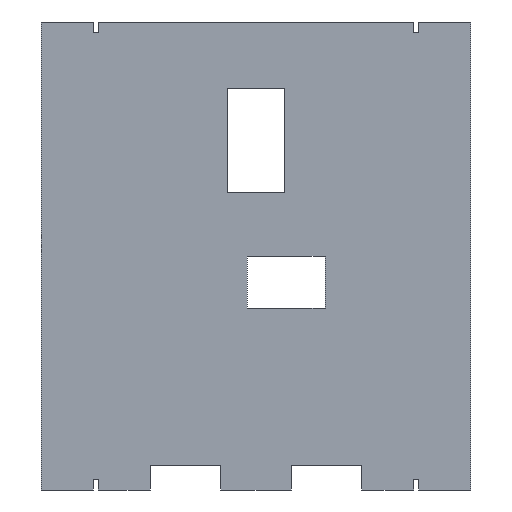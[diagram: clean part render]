
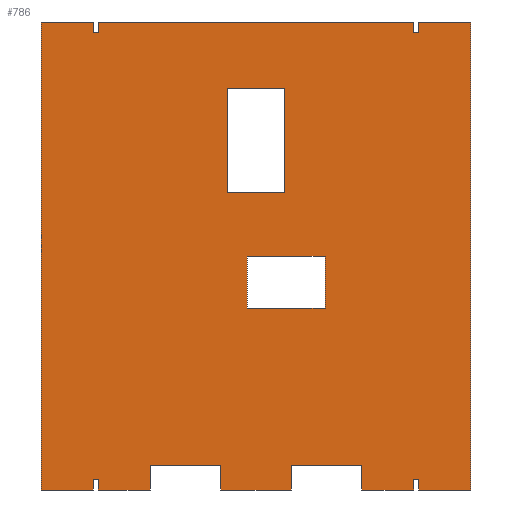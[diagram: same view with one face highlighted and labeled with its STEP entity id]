
A CAD part, left-side view. The second image highlights one B-rep face of the part: STEP entity #786.
In plain terms, the highlighted planar face has unit normal (-1, 0, 0).
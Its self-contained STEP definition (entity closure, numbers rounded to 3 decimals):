
#17=FACE_BOUND('',#97,.T.);
#18=FACE_BOUND('',#98,.T.);
#56=FACE_OUTER_BOUND('',#96,.T.);
#96=EDGE_LOOP('',(#675,#676,#677,#678,#679,#680,#681,#682,#683,#684,#685,
#686,#687,#688,#689,#690,#691,#692,#693,#694,#695,#696,#697,#698,#699,#700,
#701,#702));
#97=EDGE_LOOP('',(#703,#704,#705,#706));
#98=EDGE_LOOP('',(#707,#708,#709,#710));
#99=LINE('',#1029,#207);
#103=LINE('',#1038,#211);
#107=LINE('',#1045,#215);
#109=LINE('',#1050,#217);
#113=LINE('',#1058,#221);
#116=LINE('',#1064,#224);
#119=LINE('',#1069,#227);
#121=LINE('',#1074,#229);
#125=LINE('',#1082,#233);
#128=LINE('',#1088,#236);
#131=LINE('',#1095,#239);
#135=LINE('',#1103,#243);
#138=LINE('',#1109,#246);
#141=LINE('',#1116,#249);
#145=LINE('',#1124,#253);
#148=LINE('',#1130,#256);
#151=LINE('',#1135,#259);
#153=LINE('',#1140,#261);
#157=LINE('',#1148,#265);
#160=LINE('',#1154,#268);
#163=LINE('',#1160,#271);
#166=LINE('',#1166,#274);
#169=LINE('',#1171,#277);
#171=LINE('',#1175,#279);
#186=LINE('',#1204,#294);
#189=LINE('',#1208,#297);
#191=LINE('',#1212,#299);
#192=LINE('',#1214,#300);
#194=LINE('',#1218,#302);
#195=LINE('',#1220,#303);
#197=LINE('',#1224,#305);
#198=LINE('',#1227,#306);
#200=LINE('',#1231,#308);
#202=LINE('',#1235,#310);
#204=LINE('',#1239,#312);
#206=LINE('',#1242,#314);
#207=VECTOR('',#843,10.);
#211=VECTOR('',#849,10.);
#215=VECTOR('',#855,10.);
#217=VECTOR('',#859,10.);
#221=VECTOR('',#865,10.);
#224=VECTOR('',#870,10.);
#227=VECTOR('',#875,10.);
#229=VECTOR('',#879,10.);
#233=VECTOR('',#885,10.);
#236=VECTOR('',#890,10.);
#239=VECTOR('',#895,10.);
#243=VECTOR('',#901,10.);
#246=VECTOR('',#906,10.);
#249=VECTOR('',#911,10.);
#253=VECTOR('',#917,10.);
#256=VECTOR('',#922,10.);
#259=VECTOR('',#927,10.);
#261=VECTOR('',#931,10.);
#265=VECTOR('',#937,10.);
#268=VECTOR('',#942,10.);
#271=VECTOR('',#947,10.);
#274=VECTOR('',#952,10.);
#277=VECTOR('',#957,10.);
#279=VECTOR('',#961,10.);
#294=VECTOR('',#980,10.);
#297=VECTOR('',#985,10.);
#299=VECTOR('',#989,10.);
#300=VECTOR('',#992,10.);
#302=VECTOR('',#996,10.);
#303=VECTOR('',#999,10.);
#305=VECTOR('',#1003,10.);
#306=VECTOR('',#1006,10.);
#308=VECTOR('',#1010,10.);
#310=VECTOR('',#1014,10.);
#312=VECTOR('',#1018,10.);
#314=VECTOR('',#1022,10.);
#315=VERTEX_POINT('',#1027);
#316=VERTEX_POINT('',#1028);
#319=VERTEX_POINT('',#1036);
#320=VERTEX_POINT('',#1037);
#323=VERTEX_POINT('',#1048);
#324=VERTEX_POINT('',#1049);
#327=VERTEX_POINT('',#1057);
#329=VERTEX_POINT('',#1063);
#331=VERTEX_POINT('',#1072);
#332=VERTEX_POINT('',#1073);
#335=VERTEX_POINT('',#1081);
#337=VERTEX_POINT('',#1087);
#339=VERTEX_POINT('',#1093);
#340=VERTEX_POINT('',#1094);
#343=VERTEX_POINT('',#1102);
#345=VERTEX_POINT('',#1108);
#347=VERTEX_POINT('',#1114);
#348=VERTEX_POINT('',#1115);
#351=VERTEX_POINT('',#1123);
#353=VERTEX_POINT('',#1129);
#355=VERTEX_POINT('',#1138);
#356=VERTEX_POINT('',#1139);
#359=VERTEX_POINT('',#1147);
#361=VERTEX_POINT('',#1153);
#363=VERTEX_POINT('',#1159);
#365=VERTEX_POINT('',#1165);
#367=VERTEX_POINT('',#1174);
#378=VERTEX_POINT('',#1202);
#379=VERTEX_POINT('',#1203);
#380=VERTEX_POINT('',#1210);
#381=VERTEX_POINT('',#1216);
#382=VERTEX_POINT('',#1222);
#383=VERTEX_POINT('',#1226);
#384=VERTEX_POINT('',#1230);
#385=VERTEX_POINT('',#1234);
#386=VERTEX_POINT('',#1238);
#387=EDGE_CURVE('',#315,#316,#99,.T.);
#391=EDGE_CURVE('',#319,#320,#103,.T.);
#395=EDGE_CURVE('',#316,#319,#107,.T.);
#397=EDGE_CURVE('',#323,#324,#109,.T.);
#401=EDGE_CURVE('',#327,#323,#113,.T.);
#404=EDGE_CURVE('',#329,#327,#116,.T.);
#407=EDGE_CURVE('',#324,#329,#119,.T.);
#409=EDGE_CURVE('',#331,#332,#121,.T.);
#413=EDGE_CURVE('',#335,#331,#125,.T.);
#416=EDGE_CURVE('',#332,#337,#128,.T.);
#419=EDGE_CURVE('',#339,#340,#131,.T.);
#423=EDGE_CURVE('',#343,#339,#135,.T.);
#426=EDGE_CURVE('',#340,#345,#138,.T.);
#429=EDGE_CURVE('',#347,#348,#141,.T.);
#433=EDGE_CURVE('',#351,#347,#145,.T.);
#436=EDGE_CURVE('',#353,#351,#148,.T.);
#439=EDGE_CURVE('',#348,#353,#151,.T.);
#441=EDGE_CURVE('',#355,#356,#153,.T.);
#445=EDGE_CURVE('',#359,#355,#157,.T.);
#448=EDGE_CURVE('',#356,#361,#160,.T.);
#451=EDGE_CURVE('',#335,#363,#163,.T.);
#454=EDGE_CURVE('',#343,#365,#166,.T.);
#457=EDGE_CURVE('',#315,#345,#169,.T.);
#459=EDGE_CURVE('',#359,#367,#171,.T.);
#474=EDGE_CURVE('',#378,#379,#186,.T.);
#477=EDGE_CURVE('',#379,#367,#189,.T.);
#479=EDGE_CURVE('',#380,#361,#191,.T.);
#480=EDGE_CURVE('',#365,#380,#192,.T.);
#482=EDGE_CURVE('',#381,#320,#194,.T.);
#483=EDGE_CURVE('',#363,#381,#195,.T.);
#485=EDGE_CURVE('',#382,#337,#197,.T.);
#486=EDGE_CURVE('',#382,#383,#198,.T.);
#488=EDGE_CURVE('',#383,#384,#200,.T.);
#490=EDGE_CURVE('',#384,#385,#202,.T.);
#492=EDGE_CURVE('',#386,#385,#204,.T.);
#494=EDGE_CURVE('',#386,#378,#206,.T.);
#675=ORIENTED_EDGE('',*,*,#391,.T.);
#676=ORIENTED_EDGE('',*,*,#482,.F.);
#677=ORIENTED_EDGE('',*,*,#483,.F.);
#678=ORIENTED_EDGE('',*,*,#451,.F.);
#679=ORIENTED_EDGE('',*,*,#413,.T.);
#680=ORIENTED_EDGE('',*,*,#409,.T.);
#681=ORIENTED_EDGE('',*,*,#416,.T.);
#682=ORIENTED_EDGE('',*,*,#485,.F.);
#683=ORIENTED_EDGE('',*,*,#486,.T.);
#684=ORIENTED_EDGE('',*,*,#488,.T.);
#685=ORIENTED_EDGE('',*,*,#490,.T.);
#686=ORIENTED_EDGE('',*,*,#492,.F.);
#687=ORIENTED_EDGE('',*,*,#494,.T.);
#688=ORIENTED_EDGE('',*,*,#474,.T.);
#689=ORIENTED_EDGE('',*,*,#477,.T.);
#690=ORIENTED_EDGE('',*,*,#459,.F.);
#691=ORIENTED_EDGE('',*,*,#445,.T.);
#692=ORIENTED_EDGE('',*,*,#441,.T.);
#693=ORIENTED_EDGE('',*,*,#448,.T.);
#694=ORIENTED_EDGE('',*,*,#479,.F.);
#695=ORIENTED_EDGE('',*,*,#480,.F.);
#696=ORIENTED_EDGE('',*,*,#454,.F.);
#697=ORIENTED_EDGE('',*,*,#423,.T.);
#698=ORIENTED_EDGE('',*,*,#419,.T.);
#699=ORIENTED_EDGE('',*,*,#426,.T.);
#700=ORIENTED_EDGE('',*,*,#457,.F.);
#701=ORIENTED_EDGE('',*,*,#387,.T.);
#702=ORIENTED_EDGE('',*,*,#395,.T.);
#703=ORIENTED_EDGE('',*,*,#397,.T.);
#704=ORIENTED_EDGE('',*,*,#407,.T.);
#705=ORIENTED_EDGE('',*,*,#404,.T.);
#706=ORIENTED_EDGE('',*,*,#401,.T.);
#707=ORIENTED_EDGE('',*,*,#429,.T.);
#708=ORIENTED_EDGE('',*,*,#439,.T.);
#709=ORIENTED_EDGE('',*,*,#436,.T.);
#710=ORIENTED_EDGE('',*,*,#433,.T.);
#748=PLANE('',#838);
#786=ADVANCED_FACE('',(#56,#17,#18),#748,.F.);
#838=AXIS2_PLACEMENT_3D('',#1243,#1023,#1024);
#843=DIRECTION('',(0.,0.,-1.));
#849=DIRECTION('',(0.,0.,1.));
#855=DIRECTION('',(0.,1.,0.));
#859=DIRECTION('',(0.,0.,-1.));
#865=DIRECTION('',(0.,-1.,0.));
#870=DIRECTION('',(0.,0.,1.));
#875=DIRECTION('',(0.,1.,0.));
#879=DIRECTION('',(0.,-1.,0.));
#885=DIRECTION('',(0.,0.,1.));
#890=DIRECTION('',(0.,0.,-1.));
#895=DIRECTION('',(0.,1.,0.));
#901=DIRECTION('',(0.,0.,-1.));
#906=DIRECTION('',(0.,0.,1.));
#911=DIRECTION('',(0.,0.,-1.));
#917=DIRECTION('',(0.,-1.,0.));
#922=DIRECTION('',(0.,0.,1.));
#927=DIRECTION('',(0.,1.,0.));
#931=DIRECTION('',(0.,-1.,0.));
#937=DIRECTION('',(0.,0.,1.));
#942=DIRECTION('',(0.,0.,-1.));
#947=DIRECTION('',(0.,1.,0.));
#952=DIRECTION('',(0.,-1.,0.));
#957=DIRECTION('',(0.,-1.,0.));
#961=DIRECTION('',(0.,1.,0.));
#980=DIRECTION('',(0.,-1.,0.));
#985=DIRECTION('',(0.,0.,-1.));
#989=DIRECTION('',(0.,1.,0.));
#992=DIRECTION('',(0.,0.,-1.));
#996=DIRECTION('',(0.,-1.,0.));
#999=DIRECTION('',(0.,0.,1.));
#1003=DIRECTION('',(0.,1.,0.));
#1006=DIRECTION('',(0.,0.,1.));
#1010=DIRECTION('',(0.,-1.,0.));
#1014=DIRECTION('',(0.,0.,-1.));
#1018=DIRECTION('',(0.,1.,0.));
#1022=DIRECTION('',(0.,0.,1.));
#1023=DIRECTION('center_axis',(1.,0.,0.));
#1024=DIRECTION('ref_axis',(0.,1.,0.));
#1027=CARTESIAN_POINT('',(0.,71.6,90.));
#1028=CARTESIAN_POINT('',(0.,71.6,88.));
#1029=CARTESIAN_POINT('',(0.,71.6,67.5));
#1036=CARTESIAN_POINT('',(0.,72.6,88.));
#1037=CARTESIAN_POINT('',(0.,72.6,90.));
#1038=CARTESIAN_POINT('',(0.,72.6,66.5));
#1045=CARTESIAN_POINT('',(0.,56.45,88.));
#1048=CARTESIAN_POINT('',(0.,28.,45.));
#1049=CARTESIAN_POINT('',(0.,28.,35.));
#1050=CARTESIAN_POINT('',(0.,28.,45.));
#1057=CARTESIAN_POINT('',(0.,43.,45.));
#1058=CARTESIAN_POINT('',(0.,42.15,45.));
#1063=CARTESIAN_POINT('',(0.,43.,35.));
#1064=CARTESIAN_POINT('',(0.,43.,40.));
#1069=CARTESIAN_POINT('',(0.,34.65,35.));
#1072=CARTESIAN_POINT('',(0.,72.6,2.));
#1073=CARTESIAN_POINT('',(0.,71.6,2.));
#1074=CARTESIAN_POINT('',(0.,56.95,2.));
#1081=CARTESIAN_POINT('',(0.,72.6,0.));
#1082=CARTESIAN_POINT('',(0.,72.6,22.5));
#1087=CARTESIAN_POINT('',(0.,71.6,0.));
#1088=CARTESIAN_POINT('',(0.,71.6,23.5));
#1093=CARTESIAN_POINT('',(0.,10.,88.));
#1094=CARTESIAN_POINT('',(0.,11.,88.));
#1095=CARTESIAN_POINT('',(0.,25.65,88.));
#1102=CARTESIAN_POINT('',(0.,10.,90.));
#1103=CARTESIAN_POINT('',(0.,10.,67.5));
#1108=CARTESIAN_POINT('',(0.,11.,90.));
#1109=CARTESIAN_POINT('',(0.,11.,66.5));
#1114=CARTESIAN_POINT('',(0.,35.8,77.2));
#1115=CARTESIAN_POINT('',(0.,35.8,57.2));
#1116=CARTESIAN_POINT('',(0.,35.8,61.1));
#1123=CARTESIAN_POINT('',(0.,46.8,77.2));
#1124=CARTESIAN_POINT('',(0.,44.05,77.2));
#1129=CARTESIAN_POINT('',(0.,46.8,57.2));
#1130=CARTESIAN_POINT('',(0.,46.8,51.1));
#1135=CARTESIAN_POINT('',(0.,38.55,57.2));
#1138=CARTESIAN_POINT('',(0.,11.,2.));
#1139=CARTESIAN_POINT('',(0.,10.,2.));
#1140=CARTESIAN_POINT('',(0.,26.15,2.));
#1147=CARTESIAN_POINT('',(0.,11.,0.));
#1148=CARTESIAN_POINT('',(0.,11.,22.5));
#1153=CARTESIAN_POINT('',(0.,10.,0.));
#1154=CARTESIAN_POINT('',(0.,10.,23.5));
#1159=CARTESIAN_POINT('',(0.,82.6,0.));
#1160=CARTESIAN_POINT('',(0.,34.5,0.));
#1165=CARTESIAN_POINT('',(0.,0.,90.));
#1166=CARTESIAN_POINT('',(0.,82.6,90.));
#1171=CARTESIAN_POINT('',(0.,82.6,90.));
#1174=CARTESIAN_POINT('',(0.,21.,0.));
#1175=CARTESIAN_POINT('',(0.,0.,0.));
#1202=CARTESIAN_POINT('',(0.,34.5,4.8));
#1203=CARTESIAN_POINT('',(0.,21.,4.8));
#1204=CARTESIAN_POINT('',(0.,34.5,4.8));
#1208=CARTESIAN_POINT('',(0.,21.,4.8));
#1210=CARTESIAN_POINT('',(0.,0.,0.));
#1212=CARTESIAN_POINT('',(0.,0.,0.));
#1214=CARTESIAN_POINT('',(0.,0.,90.));
#1216=CARTESIAN_POINT('',(0.,82.6,90.));
#1218=CARTESIAN_POINT('',(0.,82.6,90.));
#1220=CARTESIAN_POINT('',(0.,82.6,0.));
#1222=CARTESIAN_POINT('',(0.,61.6,0.));
#1224=CARTESIAN_POINT('',(0.,34.5,0.));
#1226=CARTESIAN_POINT('',(0.,61.6,4.8));
#1227=CARTESIAN_POINT('',(0.,61.6,0.));
#1230=CARTESIAN_POINT('',(0.,48.1,4.8));
#1231=CARTESIAN_POINT('',(0.,61.6,4.8));
#1234=CARTESIAN_POINT('',(0.,48.1,0.));
#1235=CARTESIAN_POINT('',(0.,48.1,4.8));
#1238=CARTESIAN_POINT('',(0.,34.5,0.));
#1239=CARTESIAN_POINT('',(0.,34.5,0.));
#1242=CARTESIAN_POINT('',(0.,34.5,0.));
#1243=CARTESIAN_POINT('Origin',(0.,41.3,45.));
